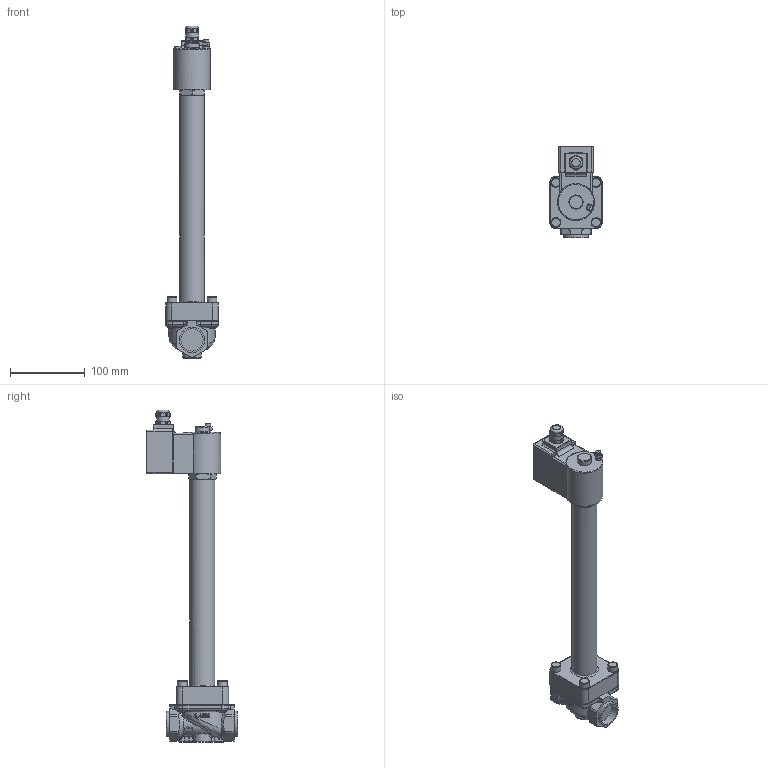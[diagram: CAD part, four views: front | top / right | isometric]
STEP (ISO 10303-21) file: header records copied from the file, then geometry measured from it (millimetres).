
FILE_DESCRIPTION(/* description */ (''),/* implementation_level */ '2;1');
FILE_NAME(/* name */ '091.000XXX_A9125-0804-3802-S6.stp',/* time_stamp */ '2020-01-09T13:24:39+01:00',/* author */ ('ASprott'),/* organization */ (''),/* preprocessor_version */ 'ST-DEVELOPER v16.1',/* originating_system */ 'Autodesk Inventor 2016',/* authorisation */ '');
FILE_SCHEMA (('AUTOMOTIVE_DESIGN { 1 0 10303 214 3 1 1 }'));
Length unit declared in the file: millimetre
Products named in the file (1): Bauteil4
Bounding box: 70 x 121.6 x 443.6 mm (x, y, z)
Volume: 790387.6 mm3; surface area: 95954 mm2
Topology: 1 solids, 1 shells, 679 faces, 1670 edges, 1011 vertices
Faces by surface type: plane 200, cylinder 184, bspline 166, torus 74, cone 55
Full cylindrical faces by diameter (mm): 7 x1, 7.1 x1, 8 x4, 9 x1, 13 x4, 17 x2, 19 x1, 29.7 x2, 33.4 x1, 33.7 x2, 49.2 x1
Entity records: 35947 total; most frequent: CARTESIAN_POINT 20851, ORIENTED_EDGE 3238, DIRECTION 2588, EDGE_CURVE 1616, AXIS2_PLACEMENT_3D 1053, VERTEX_POINT 1003, EDGE_LOOP 744, FACE_OUTER_BOUND 679
